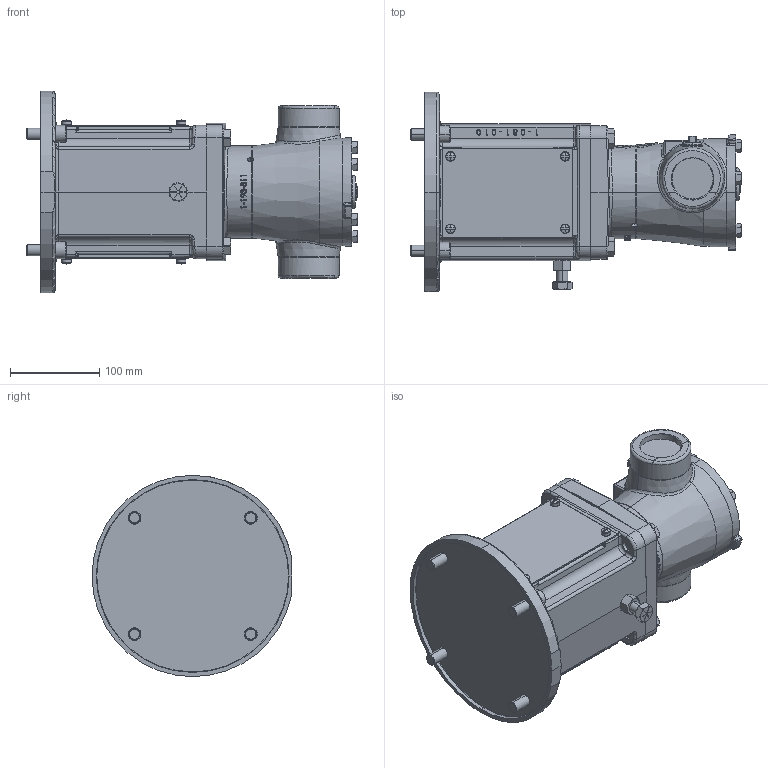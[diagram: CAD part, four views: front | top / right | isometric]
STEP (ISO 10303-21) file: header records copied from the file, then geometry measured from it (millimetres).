
FILE_DESCRIPTION (( 'STEP AP214' ), '1' );
FILE_NAME ('H495-M_(182-184TC).STEP', '2017-02-24T17:24:38', ( '' ), ( '' ), 'SwSTEP 2.0', 'SolidWorks 2016', '' );
FILE_SCHEMA (( 'AUTOMOTIVE_DESIGN' ));
Length unit declared in the file: inch
Products named in the file (2): H495-M_(182-184TC)
Bounding box: 370.2 x 224.03 x 225.55 mm (x, y, z)
Volume: 6127034.4 mm3; surface area: 323855.1 mm2
Topology: 1 solids, 6 shells, 1549 faces, 3795 edges, 2283 vertices
Faces by surface type: plane 478, bspline 396, cylinder 350, cone 154, sphere 93, torus 78
Entity records: 79260 total; most frequent: CARTESIAN_POINT 40932, ORIENTED_EDGE 7442, DIRECTION 5643, EDGE_CURVE 3721, VERTEX_POINT 2282, AXIS2_PLACEMENT_3D 2171, EDGE_LOOP 1657, FACE_OUTER_BOUND 1549
